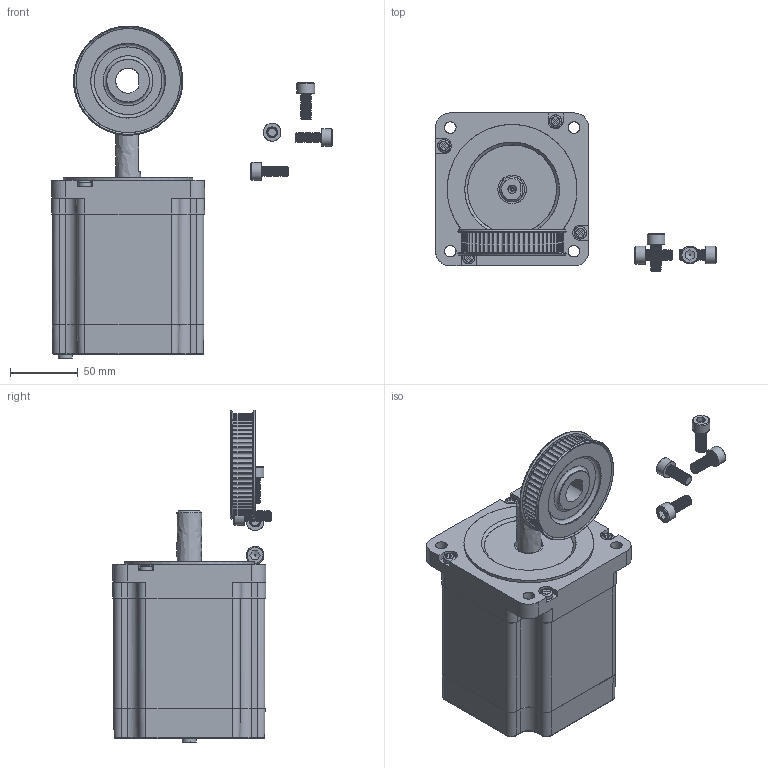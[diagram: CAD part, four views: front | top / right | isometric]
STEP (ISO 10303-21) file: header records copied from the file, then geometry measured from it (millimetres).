
FILE_DESCRIPTION(('FreeCAD Model'),'2;1');
FILE_NAME('Open CASCADE Shape Model','2025-04-17T12:25:13',('FreeCAD'),( 'FreeCAD'),'Open CASCADE STEP processor 7.6','FreeCAD','Unknown');
FILE_SCHEMA(('AUTOMOTIVE_DESIGN { 1 0 10303 214 1 1 1 1 }'));
Products named in the file (1): Open CASCADE STEP translator 7.6 1
Bounding box: 207.62 x 117.03 x 245.6 mm (x, y, z)
Surface area: 143517.8 mm2 (no closed solid volume)
Topology: 0 solids, 610 shells, 610 faces, 7172 edges, 7109 vertices
Faces by surface type: bspline 610
Entity records: 101102 total; most frequent: CARTESIAN_POINT 70810, ORIENTED_EDGE 7170, EDGE_CURVE 7163, VERTEX_POINT 7115, B_SPLINE_CURVE_WITH_KNOTS 5442, FACE_BOUND 685, EDGE_LOOP 685, SHELL_BASED_SURFACE_MODEL 610
